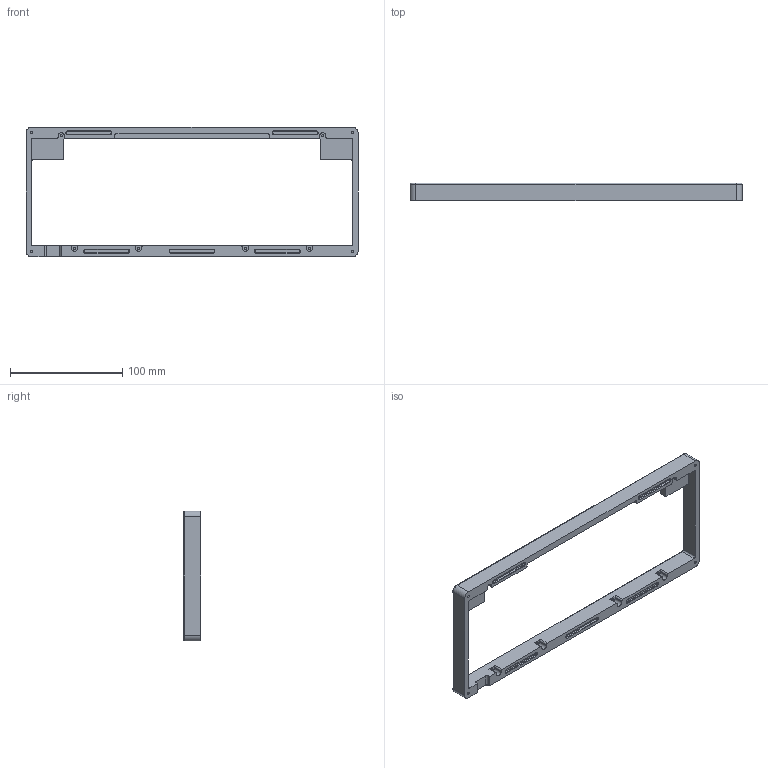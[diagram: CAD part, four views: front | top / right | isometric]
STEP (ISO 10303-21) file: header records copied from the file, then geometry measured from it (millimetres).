
FILE_DESCRIPTION(/* description */ (''),/* implementation_level */ '2;1');
FILE_NAME(/* name */ 'Top HHKB 7U.step',/* time_stamp */ '2022-08-27T14:34:46+02:00',/* author */ (''),/* organization */ (''),/* preprocessor_version */ 'ST-DEVELOPER v19',/* originating_system */ 'Autodesk Translation Framework v11.7.0.108',/* authorisation */ '');
FILE_SCHEMA (('AUTOMOTIVE_DESIGN { 1 0 10303 214 3 1 1 }'));
Length unit declared in the file: millimetre
Products named in the file (1): Top HHKB 7U
Bounding box: 296.25 x 15.5 x 115.75 mm (x, y, z)
Volume: 105979.1 mm3; surface area: 41064 mm2
Topology: 1 solids, 1 shells, 164 faces, 402 edges, 254 vertices
Faces by surface type: plane 84, cylinder 60, cone 16, torus 4
Full cylindrical faces by diameter (mm): 2.075 x10
Entity records: 4854 total; most frequent: DIRECTION 872, CARTESIAN_POINT 821, ORIENTED_EDGE 804, EDGE_CURVE 402, AXIS2_PLACEMENT_3D 305, LINE 262, VECTOR 262, VERTEX_POINT 254
